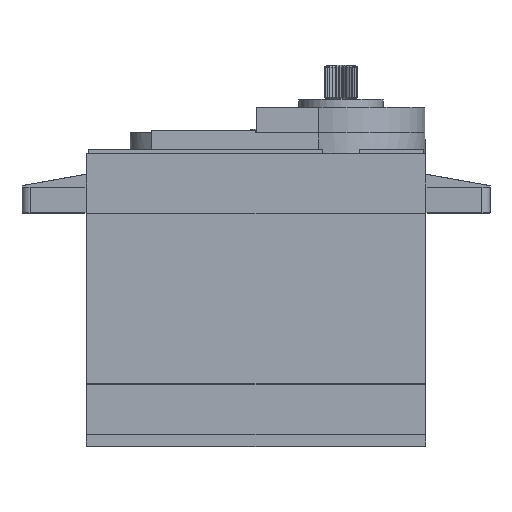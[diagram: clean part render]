
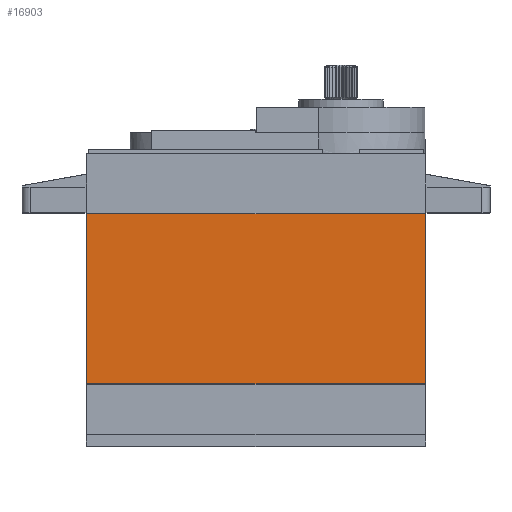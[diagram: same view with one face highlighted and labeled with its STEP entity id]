
A CAD part, top view. The second image highlights one B-rep face of the part: STEP entity #16903.
In plain terms, the highlighted planar face has unit normal (0, 0, 1).
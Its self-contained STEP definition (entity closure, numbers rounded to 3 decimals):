
#1231=PLANE('',#18011);
#1754=FACE_OUTER_BOUND('',#2802,.T.);
#2802=EDGE_LOOP('',(#11982,#11983,#11984,#11985));
#4023=LINE('',#25050,#5567);
#4044=LINE('',#25137,#5588);
#4052=LINE('',#25160,#5596);
#4053=LINE('',#25161,#5597);
#5567=VECTOR('',#19834,20.21);
#5588=VECTOR('',#19899,20.21);
#5596=VECTOR('',#19923,40.1);
#5597=VECTOR('',#19924,40.1);
#7735=VERTEX_POINT('',#25047);
#7736=VERTEX_POINT('',#25049);
#7763=VERTEX_POINT('',#25133);
#7764=VERTEX_POINT('',#25135);
#9330=EDGE_CURVE('',#7736,#7735,#4023,.T.);
#9368=EDGE_CURVE('',#7763,#7764,#4044,.T.);
#9380=EDGE_CURVE('',#7763,#7735,#4052,.T.);
#9381=EDGE_CURVE('',#7736,#7764,#4053,.T.);
#11982=ORIENTED_EDGE('',*,*,#9330,.T.);
#11983=ORIENTED_EDGE('',*,*,#9380,.F.);
#11984=ORIENTED_EDGE('',*,*,#9368,.T.);
#11985=ORIENTED_EDGE('',*,*,#9381,.F.);
#16903=ADVANCED_FACE('',(#1754),#1231,.F.);
#18011=AXIS2_PLACEMENT_3D('',#25159,#19921,#19922);
#19834=DIRECTION('',(0.,1.,0.));
#19899=DIRECTION('',(0.,-1.,0.));
#19921=DIRECTION('center_axis',(0.,0.,-1.));
#19922=DIRECTION('ref_axis',(-1.,0.,0.));
#19923=DIRECTION('',(1.,0.,0.));
#19924=DIRECTION('',(-1.,0.,0.));
#25047=CARTESIAN_POINT('',(22.517,12.91,20.));
#25049=CARTESIAN_POINT('',(22.517,-7.3,20.));
#25050=CARTESIAN_POINT('',(22.517,-7.3,20.));
#25133=CARTESIAN_POINT('',(-17.583,12.91,20.));
#25135=CARTESIAN_POINT('',(-17.583,-7.3,20.));
#25137=CARTESIAN_POINT('',(-17.583,12.91,20.));
#25159=CARTESIAN_POINT('Origin',(0.,0.,20.));
#25160=CARTESIAN_POINT('',(-17.583,12.91,20.));
#25161=CARTESIAN_POINT('',(22.517,-7.3,20.));
